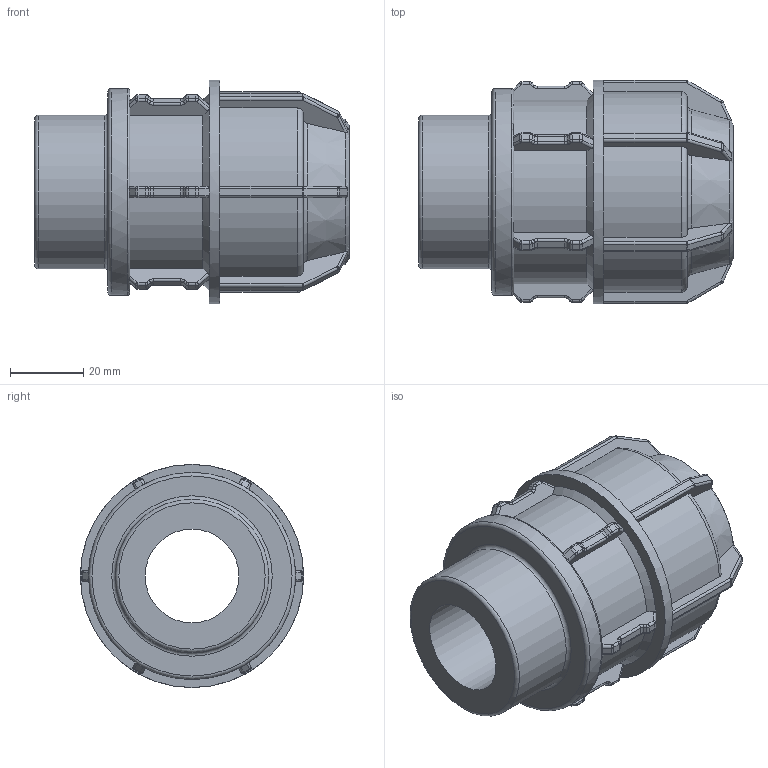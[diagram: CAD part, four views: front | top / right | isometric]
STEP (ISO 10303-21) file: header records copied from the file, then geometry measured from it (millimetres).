
FILE_DESCRIPTION(/* description */ ('PLASSON L.14 MALE ADAPTOR (SILVER) 32-1.1/4'''''),/* implementation_level */ '2;1');
FILE_NAME(/* name */ '140200032013.ipt.stp',/* time_stamp */ '2018-04-09T13:02:45+03:00',/* author */ ('KIM'),/* organization */ (''),/* preprocessor_version */ 'ST-DEVELOPER v15.6',/* originating_system */ 'Autodesk Inventor 2015',/* authorisation */ '');
FILE_SCHEMA (('AUTOMOTIVE_DESIGN { 1 0 10303 214 3 1 1 }'));
Length unit declared in the file: millimetre
Products named in the file (1): 140200032013
Bounding box: 86 x 61 x 61 mm (x, y, z)
Volume: 108845.8 mm3; surface area: 28861.1 mm2
Topology: 1 solids, 1 shells, 471 faces, 1159 edges, 688 vertices
Faces by surface type: cylinder 186, plane 158, bspline 72, torus 42, cone 13
Full cylindrical faces by diameter (mm): 25.6 x1, 32 x2, 41.91 x1, 56.578 x1, 61 x1
Entity records: 14490 total; most frequent: CARTESIAN_POINT 3774, DIRECTION 2310, ORIENTED_EDGE 2252, EDGE_CURVE 1126, AXIS2_PLACEMENT_3D 930, VERTEX_POINT 676, CIRCLE 508, EDGE_LOOP 488
